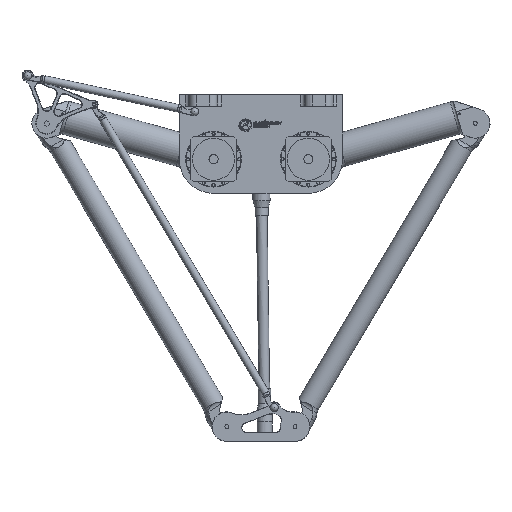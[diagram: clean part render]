
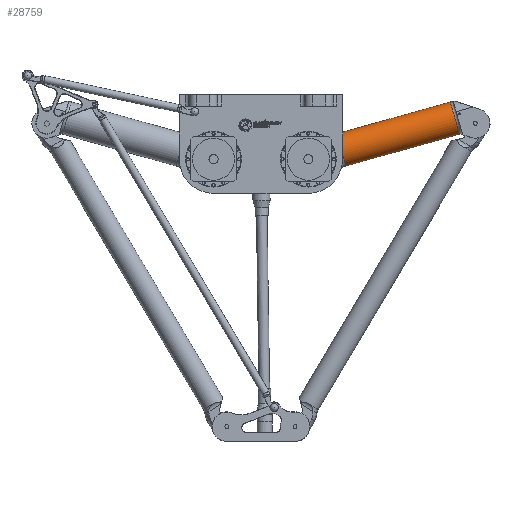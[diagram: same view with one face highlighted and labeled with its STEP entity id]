
A CAD part, left-side view. The second image highlights one B-rep face of the part: STEP entity #28759.
In plain terms, the highlighted cylindrical face has radius 44 mm (diameter 88 mm), a full revolution.
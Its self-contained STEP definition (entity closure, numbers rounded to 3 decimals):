
#1119=FACE_BOUND('',#7660,.T.);
#2977=CIRCLE('',#31733,44.);
#2978=CIRCLE('',#31734,44.);
#2979=CIRCLE('',#31735,44.);
#2980=CIRCLE('',#31737,44.);
#4002=CYLINDRICAL_SURFACE('',#31736,44.);
#5279=FACE_OUTER_BOUND('',#7659,.T.);
#7659=EDGE_LOOP('',(#23464,#23465,#23466));
#7660=EDGE_LOOP('',(#23467));
#14410=VERTEX_POINT('',#51454);
#14411=VERTEX_POINT('',#51455);
#14412=VERTEX_POINT('',#51457);
#14413=VERTEX_POINT('',#51461);
#17612=EDGE_CURVE('',#14410,#14411,#2977,.T.);
#17613=EDGE_CURVE('',#14411,#14412,#2978,.T.);
#17614=EDGE_CURVE('',#14412,#14410,#2979,.T.);
#17615=EDGE_CURVE('',#14413,#14413,#2980,.T.);
#23464=ORIENTED_EDGE('',*,*,#17612,.F.);
#23465=ORIENTED_EDGE('',*,*,#17614,.F.);
#23466=ORIENTED_EDGE('',*,*,#17613,.F.);
#23467=ORIENTED_EDGE('',*,*,#17615,.T.);
#28759=ADVANCED_FACE('',(#5279,#1119),#4002,.T.);
#31733=AXIS2_PLACEMENT_3D('',#51456,#38249,#38250);
#31734=AXIS2_PLACEMENT_3D('',#51458,#38251,#38252);
#31735=AXIS2_PLACEMENT_3D('',#51459,#38253,#38254);
#31736=AXIS2_PLACEMENT_3D('',#51460,#38255,#38256);
#31737=AXIS2_PLACEMENT_3D('',#51462,#38257,#38258);
#38249=DIRECTION('center_axis',(0.,1.,0.));
#38250=DIRECTION('ref_axis',(0.,0.,1.));
#38251=DIRECTION('center_axis',(0.,1.,0.));
#38252=DIRECTION('ref_axis',(0.,0.,1.));
#38253=DIRECTION('center_axis',(0.,1.,0.));
#38254=DIRECTION('ref_axis',(0.,0.,1.));
#38255=DIRECTION('center_axis',(0.,1.,0.));
#38256=DIRECTION('ref_axis',(0.,0.,1.));
#38257=DIRECTION('center_axis',(0.,1.,0.));
#38258=DIRECTION('ref_axis',(0.,0.,1.));
#51454=CARTESIAN_POINT('',(-43.,399.128,9.327));
#51455=CARTESIAN_POINT('',(0.,399.128,44.));
#51456=CARTESIAN_POINT('Origin',(0.,399.128,0.));
#51457=CARTESIAN_POINT('',(0.,399.128,-44.));
#51458=CARTESIAN_POINT('Origin',(0.,399.128,0.));
#51459=CARTESIAN_POINT('Origin',(0.,399.128,0.));
#51460=CARTESIAN_POINT('Origin',(0.,90.,0.));
#51461=CARTESIAN_POINT('',(0.,88.,44.));
#51462=CARTESIAN_POINT('Origin',(0.,88.,0.));
